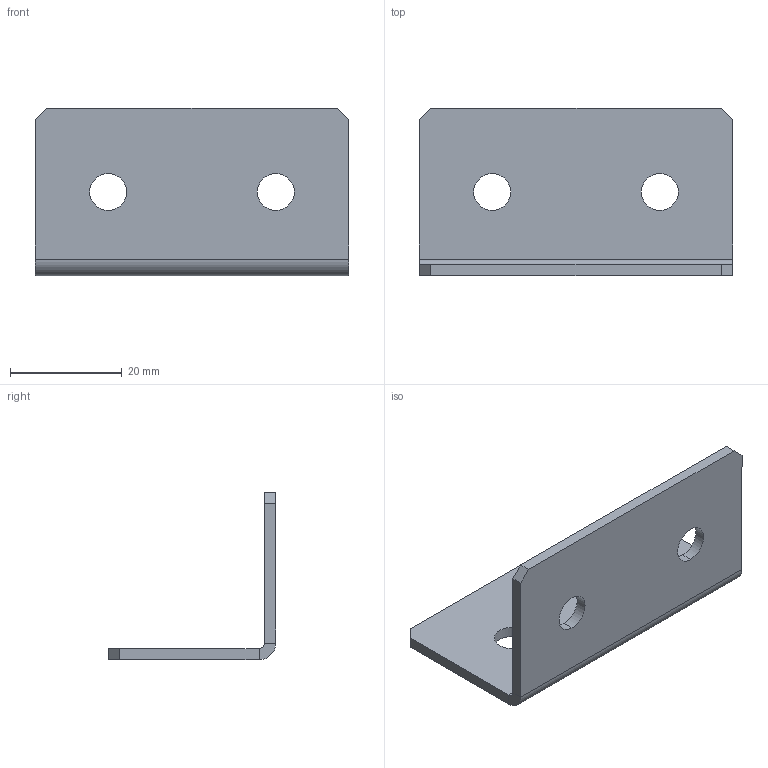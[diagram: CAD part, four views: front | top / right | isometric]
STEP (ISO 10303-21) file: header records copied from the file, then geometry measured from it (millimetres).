
FILE_DESCRIPTION (( 'STEP AP214' ), '1' );
FILE_NAME ('Óãîëîê 30 ñåðèÿ 2õ2 30õ30õ56õ2.STEP', '2022-02-28T08:24:33', ( 'user' ), ( '' ), 'SwSTEP 2.0', 'SolidWorks 2021', '' );
FILE_SCHEMA (( 'AUTOMOTIVE_DESIGN' ));
Length unit declared in the file: millimetre
Products named in the file (1): Óãîëîê 30 ñåðèÿ 2õ2 30õ30õ56õ2
Bounding box: 56 x 30 x 30 mm (x, y, z)
Volume: 6110.2 mm3; surface area: 6719.2 mm2
Topology: 1 solids, 1 shells, 26 faces, 64 edges, 40 vertices
Faces by surface type: plane 16, cylinder 10
Entity records: 814 total; most frequent: DIRECTION 138, CARTESIAN_POINT 131, ORIENTED_EDGE 128, EDGE_CURVE 64, AXIS2_PLACEMENT_3D 47, LINE 44, VECTOR 44, VERTEX_POINT 40
